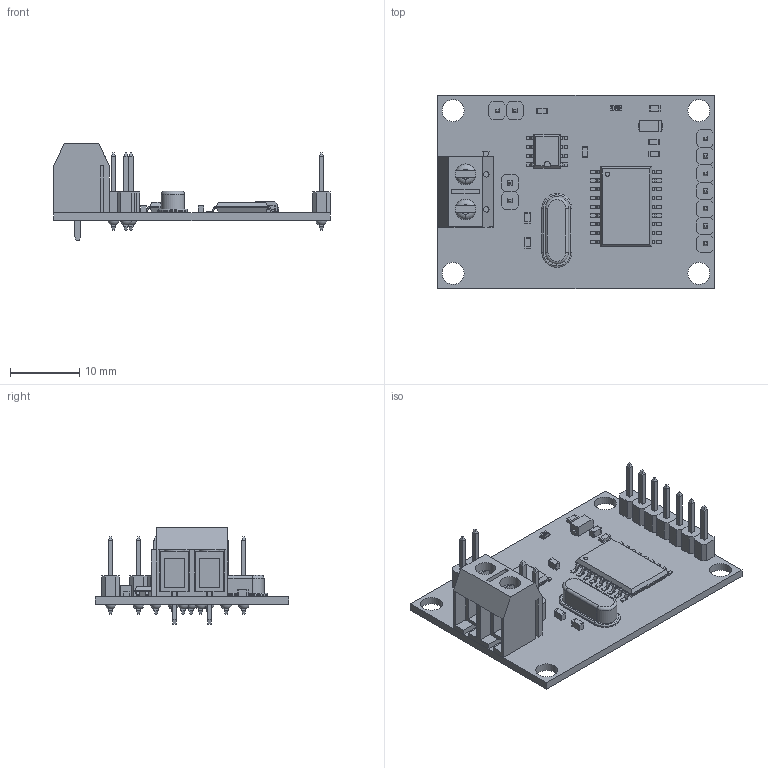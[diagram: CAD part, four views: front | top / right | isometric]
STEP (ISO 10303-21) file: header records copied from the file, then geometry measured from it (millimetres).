
FILE_DESCRIPTION(('FreeCAD Model'),'2;1');
FILE_NAME('Open CASCADE Shape Model','2022-07-23T13:39:20',(''),(''), 'Open CASCADE STEP processor 7.6','FreeCAD','Unknown');
FILE_SCHEMA(('CONFIG_CONTROL_DESIGN','SHAPE_APPEARANCE_LAYER_MIM'));
Length unit declared in the file: millimetre
Products named in the file (17): Board_001; 2Pos Small Terminal Block_001; 1x2 Male Header_001; 1x2 Male Header_002; 1x7 Male Header_001; Crystal_001; SOP-8L_001; SM LED_001; 0603 Capacitor_001; 0603 Resistor_001; 0603 Capacitor_002; 0603 Capacitor_003; 0603 Capacitor_004; 0603 Resistor_002; 0603 Resistor_003; SOP-18L_001; 1206 Tantalum Capacitor_001
Bounding box: 40 x 28 x 14 mm (x, y, z)
Volume: 2229.9 mm3; surface area: 5201.4 mm2
Topology: 68 solids, 80 shells, 969 faces, 2307 edges, 1497 vertices
Faces by surface type: plane 797, cylinder 148, sphere 11, revolution 6, torus 6, cone 1
Full cylindrical faces by diameter (mm): 0.25 x1, 0.3 x1, 0.607 x1, 0.8 x2, 0.9 x11, 1.5 x2, 3 x4, 3.2 x4
Entity records: 34953 total; most frequent: CARTESIAN_POINT 5071, ORIENTED_EDGE 4592, DIRECTION 4563, EDGE_CURVE 2296, LINE 1947, VECTOR 1947, VERTEX_POINT 1497, AXIS2_PLACEMENT_3D 1305
